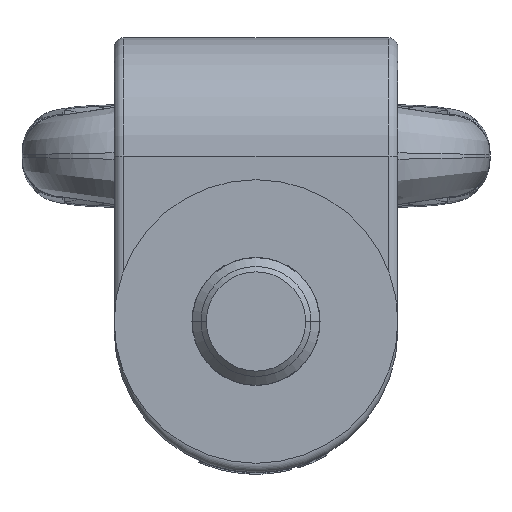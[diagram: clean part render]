
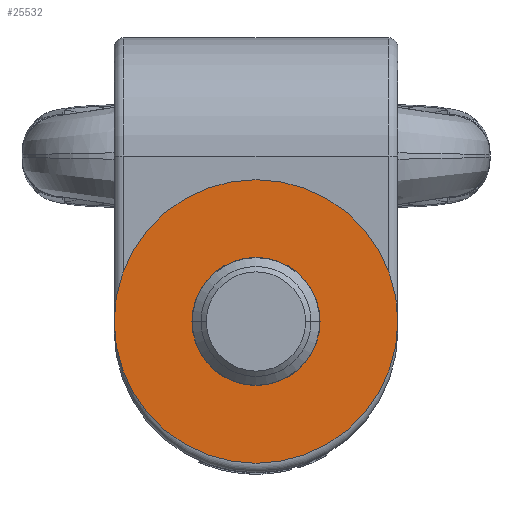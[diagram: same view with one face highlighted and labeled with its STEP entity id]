
A CAD part, front view. The second image highlights one B-rep face of the part: STEP entity #25532.
In plain terms, the highlighted face is planar.
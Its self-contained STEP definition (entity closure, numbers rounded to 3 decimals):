
#25371=CARTESIAN_POINT('',(0.,0.,30.4));
#25372=DIRECTION('',(0.,0.,-1.));
#25373=DIRECTION('',(1.,0.,0.));
#25374=AXIS2_PLACEMENT_3D('',#25371,#25372,#25373);
#25376=CARTESIAN_POINT('',(0.,0.,30.4));
#25377=DIRECTION('',(0.,0.,1.));
#25378=DIRECTION('',(1.,0.,0.));
#25379=AXIS2_PLACEMENT_3D('',#25376,#25377,#25378);
#25381=CARTESIAN_POINT('',(0.,0.,30.4));
#25382=DIRECTION('',(0.,0.,1.));
#25383=DIRECTION('',(1.,0.,0.));
#25384=AXIS2_PLACEMENT_3D('',#25381,#25382,#25383);
#25394=CARTESIAN_POINT('',(0.,0.,30.4));
#25395=DIRECTION('',(0.,0.,-1.));
#25396=DIRECTION('',(1.,0.,0.));
#25397=AXIS2_PLACEMENT_3D('',#25394,#25395,#25396);
#25483=CARTESIAN_POINT('',(30.,0.,30.4));
#25485=VERTEX_POINT('',#25483);
#25496=CARTESIAN_POINT('',(13.55,0.,30.4));
#25498=VERTEX_POINT('',#25496);
#25499=CARTESIAN_POINT('',(-30.,0.,30.4));
#25501=VERTEX_POINT('',#25499);
#25512=CARTESIAN_POINT('',(-13.55,0.,30.4));
#25514=VERTEX_POINT('',#25512);
#25515=CARTESIAN_POINT('',(0.,0.,30.4));
#25516=DIRECTION('',(0.,0.,1.));
#25517=DIRECTION('',(-1.,0.,0.));
#25518=AXIS2_PLACEMENT_3D('',#25515,#25516,#25517);
#25519=PLANE('',#25518);
#25521=ORIENTED_EDGE('',*,*,#25520,.F.);
#25523=ORIENTED_EDGE('',*,*,#25522,.T.);
#25524=EDGE_LOOP('',(#25521,#25523));
#25525=FACE_OUTER_BOUND('',#25524,.F.);
#25527=ORIENTED_EDGE('',*,*,#25526,.F.);
#25529=ORIENTED_EDGE('',*,*,#25528,.T.);
#25530=EDGE_LOOP('',(#25527,#25529));
#25531=FACE_BOUND('',#25530,.F.);
#25532=ADVANCED_FACE('',(#25525,#25531),#25519,.T.);
#25375=CIRCLE('',#25374,13.55);
#25380=CIRCLE('',#25379,13.55);
#25385=CIRCLE('',#25384,30.);
#25398=CIRCLE('',#25397,30.);
#25520=EDGE_CURVE('',#25485,#25501,#25385,.T.);
#25522=EDGE_CURVE('',#25485,#25501,#25398,.T.);
#25526=EDGE_CURVE('',#25498,#25514,#25375,.T.);
#25528=EDGE_CURVE('',#25498,#25514,#25380,.T.);
